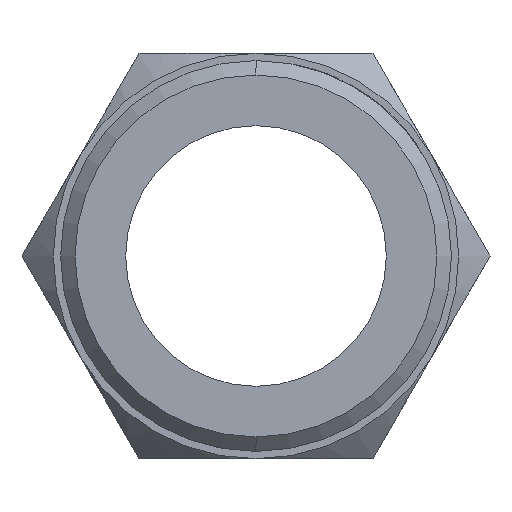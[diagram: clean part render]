
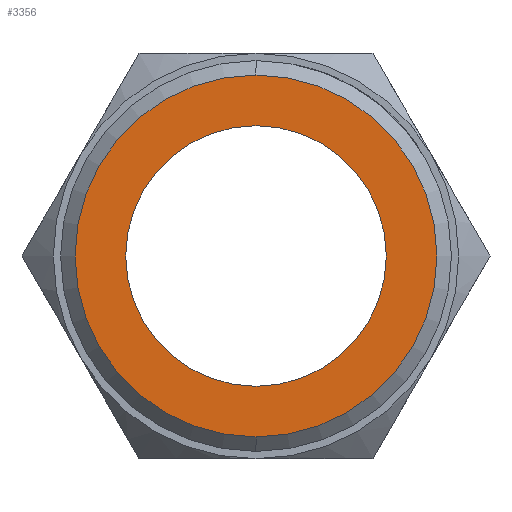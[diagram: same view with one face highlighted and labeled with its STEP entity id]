
A CAD part, left-side view. The second image highlights one B-rep face of the part: STEP entity #3356.
In plain terms, the highlighted planar face has unit normal (-1, 0, 0).
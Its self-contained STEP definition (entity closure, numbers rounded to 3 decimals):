
#87 = DIRECTION ( 'NONE',  ( 1., 0., 0. ) ) ;
#98 = CIRCLE ( 'NONE', #5219, 4.5 ) ;
#99 = VERTEX_POINT ( 'NONE', #2822 ) ;
#207 = EDGE_LOOP ( 'NONE', ( #5329, #5300 ) ) ;
#281 = EDGE_CURVE ( 'NONE', #1682, #4890, #4933, .T. ) ;
#349 = EDGE_LOOP ( 'NONE', ( #853, #2209 ) ) ;
#434 = AXIS2_PLACEMENT_3D ( 'NONE', #2583, #87, #4997 ) ;
#537 = DIRECTION ( 'NONE',  ( 0., 0., -1. ) ) ;
#615 = EDGE_CURVE ( 'NONE', #1521, #99, #5108, .T. ) ;
#666 = CARTESIAN_POINT ( 'NONE',  ( 0., 0., 0. ) ) ;
#794 = AXIS2_PLACEMENT_3D ( 'NONE', #3077, #3920, #1454 ) ;
#853 = ORIENTED_EDGE ( 'NONE', *, *, #615, .T. ) ;
#1454 = DIRECTION ( 'NONE',  ( 0., 0., -1. ) ) ;
#1521 = VERTEX_POINT ( 'NONE', #1762 ) ;
#1580 = AXIS2_PLACEMENT_3D ( 'NONE', #666, #2256, #3016 ) ;
#1682 = VERTEX_POINT ( 'NONE', #2330 ) ;
#1762 = CARTESIAN_POINT ( 'NONE',  ( 0., 0., 4.5 ) ) ;
#1829 = FACE_BOUND ( 'NONE', #349, .T. ) ;
#1988 = DIRECTION ( 'NONE',  ( 0., 0., -1. ) ) ;
#2209 = ORIENTED_EDGE ( 'NONE', *, *, #4516, .T. ) ;
#2256 = DIRECTION ( 'NONE',  ( 1., 0., 0. ) ) ;
#2330 = CARTESIAN_POINT ( 'NONE',  ( 0., 0., -6.25 ) ) ;
#2461 = CARTESIAN_POINT ( 'NONE',  ( 0., 0., 6.25 ) ) ;
#2583 = CARTESIAN_POINT ( 'NONE',  ( 0., 0., 0. ) ) ;
#2779 = AXIS2_PLACEMENT_3D ( 'NONE', #3005, #3357, #537 ) ;
#2822 = CARTESIAN_POINT ( 'NONE',  ( 0., 0., -4.5 ) ) ;
#3005 = CARTESIAN_POINT ( 'NONE',  ( 0., 0., 0. ) ) ;
#3016 = DIRECTION ( 'NONE',  ( 0., 0., -1. ) ) ;
#3025 = EDGE_CURVE ( 'NONE', #4890, #1682, #4004, .T. ) ;
#3077 = CARTESIAN_POINT ( 'NONE',  ( 0., 0., 0. ) ) ;
#3356 = ADVANCED_FACE ( 'NONE', ( #5221, #1829 ), #5162, .F. ) ;
#3357 = DIRECTION ( 'NONE',  ( -1., 0., 0. ) ) ;
#3663 = DIRECTION ( 'NONE',  ( 1., 0., 0. ) ) ;
#3920 = DIRECTION ( 'NONE',  ( -1., 0., 0. ) ) ;
#4004 = CIRCLE ( 'NONE', #794, 6.25 ) ;
#4516 = EDGE_CURVE ( 'NONE', #99, #1521, #98, .T. ) ;
#4890 = VERTEX_POINT ( 'NONE', #2461 ) ;
#4933 = CIRCLE ( 'NONE', #2779, 6.25 ) ;
#4997 = DIRECTION ( 'NONE',  ( 0., 0., -1. ) ) ;
#5108 = CIRCLE ( 'NONE', #434, 4.5 ) ;
#5162 = PLANE ( 'NONE',  #1580 ) ;
#5219 = AXIS2_PLACEMENT_3D ( 'NONE', #5294, #3663, #1988 ) ;
#5221 = FACE_OUTER_BOUND ( 'NONE', #207, .T. ) ;
#5294 = CARTESIAN_POINT ( 'NONE',  ( 0., 0., 0. ) ) ;
#5300 = ORIENTED_EDGE ( 'NONE', *, *, #3025, .T. ) ;
#5329 = ORIENTED_EDGE ( 'NONE', *, *, #281, .T. ) ;
